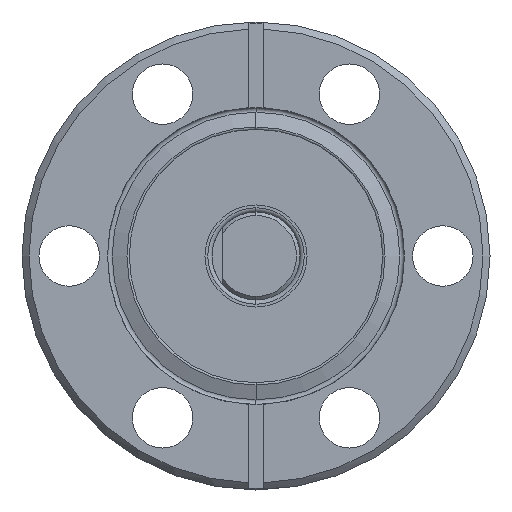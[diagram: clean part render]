
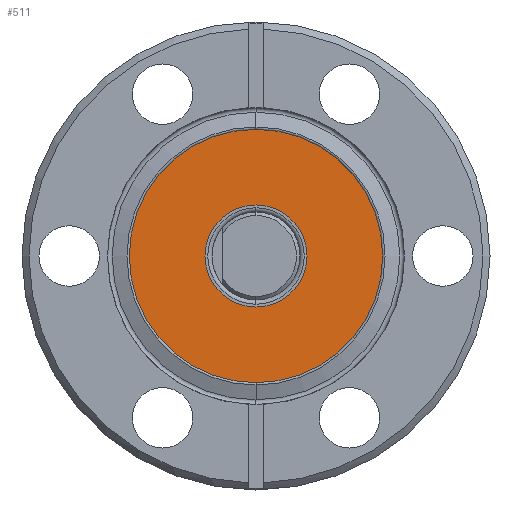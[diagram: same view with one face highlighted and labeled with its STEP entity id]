
A CAD part, left-side view. The second image highlights one B-rep face of the part: STEP entity #511.
In plain terms, the highlighted planar face has unit normal (-1, 0, 0).
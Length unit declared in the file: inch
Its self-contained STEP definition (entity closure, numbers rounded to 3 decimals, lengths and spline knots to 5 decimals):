
#122 = DIRECTION ( 'NONE',  ( -1., 0., 0. ) ) ;
#350 = CARTESIAN_POINT ( 'NONE',  ( 0.047, 0., -0.145 ) ) ;
#361 = AXIS2_PLACEMENT_3D ( 'NONE', #2850, #4829, #3185 ) ;
#511 = ADVANCED_FACE ( 'NONE', ( #5326, #4487 ), #3320, .T. ) ;
#782 = ORIENTED_EDGE ( 'NONE', *, *, #3325, .T. ) ;
#1177 = CIRCLE ( 'NONE', #1406, 0.36 ) ;
#1222 = ORIENTED_EDGE ( 'NONE', *, *, #2379, .F. ) ;
#1286 = EDGE_LOOP ( 'NONE', ( #3964, #1222 ) ) ;
#1294 = CARTESIAN_POINT ( 'NONE',  ( 0.047, 0., 0. ) ) ;
#1319 = VERTEX_POINT ( 'NONE', #2855 ) ;
#1332 = CARTESIAN_POINT ( 'NONE',  ( 0.047, 0., 0. ) ) ;
#1344 = AXIS2_PLACEMENT_3D ( 'NONE', #1294, #1725, #3037 ) ;
#1406 = AXIS2_PLACEMENT_3D ( 'NONE', #3143, #4008, #1931 ) ;
#1506 = AXIS2_PLACEMENT_3D ( 'NONE', #1708, #2151, #4217 ) ;
#1708 = CARTESIAN_POINT ( 'NONE',  ( 0.047, 0.36, 0. ) ) ;
#1725 = DIRECTION ( 'NONE',  ( -1., 0., 0. ) ) ;
#1931 = DIRECTION ( 'NONE',  ( 0., 0., 1. ) ) ;
#1953 = EDGE_CURVE ( 'NONE', #1319, #2171, #1177, .T. ) ;
#2151 = DIRECTION ( 'NONE',  ( -1., 0., 0. ) ) ;
#2171 = VERTEX_POINT ( 'NONE', #3304 ) ;
#2379 = EDGE_CURVE ( 'NONE', #3444, #2766, #5192, .T. ) ;
#2399 = EDGE_CURVE ( 'NONE', #2766, #3444, #4855, .T. ) ;
#2543 = CIRCLE ( 'NONE', #361, 0.36 ) ;
#2766 = VERTEX_POINT ( 'NONE', #3274 ) ;
#2850 = CARTESIAN_POINT ( 'NONE',  ( 0.047, 0., 0. ) ) ;
#2855 = CARTESIAN_POINT ( 'NONE',  ( 0.047, 0., 0.36 ) ) ;
#2931 = EDGE_LOOP ( 'NONE', ( #3363, #782 ) ) ;
#3037 = DIRECTION ( 'NONE',  ( 0., 0., 1. ) ) ;
#3143 = CARTESIAN_POINT ( 'NONE',  ( 0.047, 0., 0. ) ) ;
#3185 = DIRECTION ( 'NONE',  ( 0., 0., 1. ) ) ;
#3274 = CARTESIAN_POINT ( 'NONE',  ( 0.047, 0., 0.145 ) ) ;
#3304 = CARTESIAN_POINT ( 'NONE',  ( 0.047, 0., -0.36 ) ) ;
#3320 = PLANE ( 'NONE',  #1506 ) ;
#3325 = EDGE_CURVE ( 'NONE', #2171, #1319, #2543, .T. ) ;
#3363 = ORIENTED_EDGE ( 'NONE', *, *, #1953, .T. ) ;
#3444 = VERTEX_POINT ( 'NONE', #350 ) ;
#3964 = ORIENTED_EDGE ( 'NONE', *, *, #2399, .F. ) ;
#4008 = DIRECTION ( 'NONE',  ( -1., 0., 0. ) ) ;
#4217 = DIRECTION ( 'NONE',  ( 0., 0., 1. ) ) ;
#4232 = AXIS2_PLACEMENT_3D ( 'NONE', #1332, #122, #5024 ) ;
#4487 = FACE_OUTER_BOUND ( 'NONE', #2931, .T. ) ;
#4829 = DIRECTION ( 'NONE',  ( -1., 0., 0. ) ) ;
#4855 = CIRCLE ( 'NONE', #1344, 0.145 ) ;
#5024 = DIRECTION ( 'NONE',  ( 0., 0., 1. ) ) ;
#5192 = CIRCLE ( 'NONE', #4232, 0.145 ) ;
#5326 = FACE_BOUND ( 'NONE', #1286, .T. ) ;
